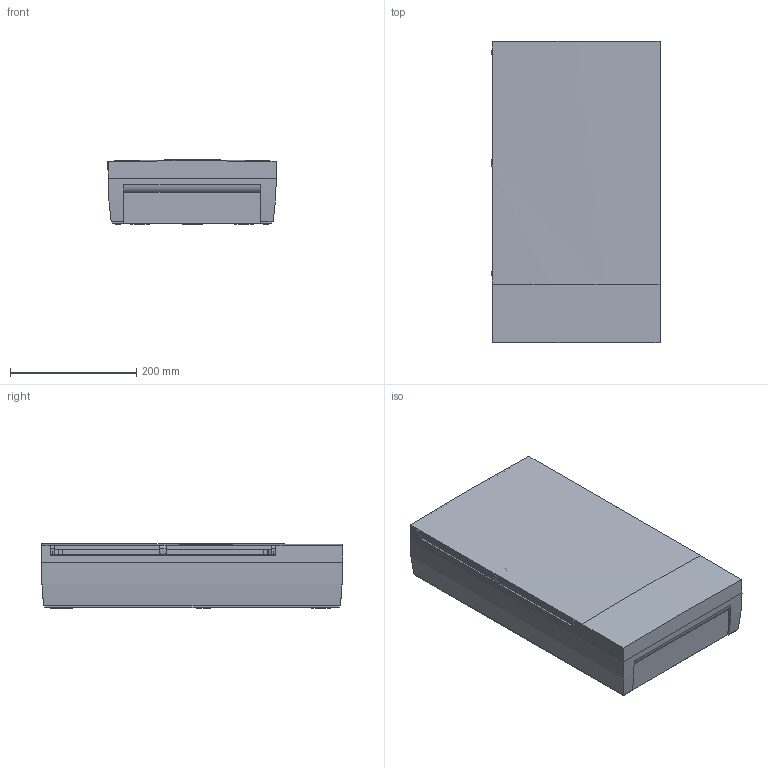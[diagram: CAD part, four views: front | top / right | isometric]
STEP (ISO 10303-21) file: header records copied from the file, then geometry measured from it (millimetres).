
FILE_DESCRIPTION((''),'2;1');
FILE_NAME('PRT0001','2011-03-07T',('MCordero'),(''),'PRO/ENGINEER BY PARAMETRIC TECHNOLOGY CORPORATION, 2006170','PRO/ENGINEER BY PARAMETRIC TECHNOLOGY CORPORATION, 2006170','');
FILE_SCHEMA(('CONFIG_CONTROL_DESIGN'));
Length unit declared in the file: millimetre
Products named in the file (1): PRT0001
Bounding box: 268.98 x 478 x 102 mm (x, y, z)
Volume: 10427737.4 mm3; surface area: 684036.9 mm2
Topology: 1 solids, 1 shells, 473 faces, 1301 edges, 860 vertices
Faces by surface type: plane 359, cylinder 107, bspline 6, cone 1
Entity records: 15440 total; most frequent: CARTESIAN_POINT 3242, ORIENTED_EDGE 2602, DIRECTION 2421, EDGE_CURVE 1301, VECTOR 961, LINE 961, VERTEX_POINT 860, AXIS2_PLACEMENT_3D 730
